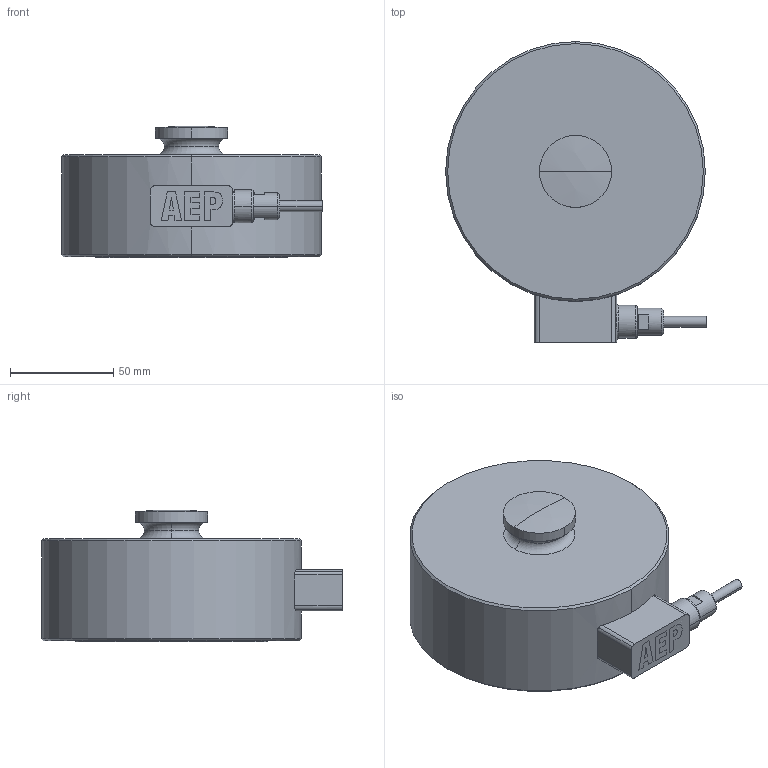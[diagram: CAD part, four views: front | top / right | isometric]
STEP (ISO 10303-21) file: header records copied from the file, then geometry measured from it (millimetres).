
FILE_DESCRIPTION(('STEP AP214'),'1');
FILE_NAME('C2S 20t and 30t.stp','2018-02-26T16:03:59',(' '),(' '),'Spatial InterOp 3D',' ',' ');
FILE_SCHEMA(('automotive_design'));
Length unit declared in the file: metre
Products named in the file (1): 1
Bounding box: 126.51 x 145.9 x 63.89 mm (x, y, z)
Volume: 644814.3 mm3; surface area: 51081.5 mm2
Topology: 1 solids, 1 shells, 82 faces, 222 edges, 150 vertices
Faces by surface type: cylinder 32, plane 26, cone 12, torus 8, sphere 2, bspline 2
Entity records: 3481 total; most frequent: CARTESIAN_POINT 678, DIRECTION 466, ORIENTED_EDGE 432, EDGE_CURVE 216, AXIS2_PLACEMENT_3D 184, VERTEX_POINT 150, CIRCLE 103, LINE 98
